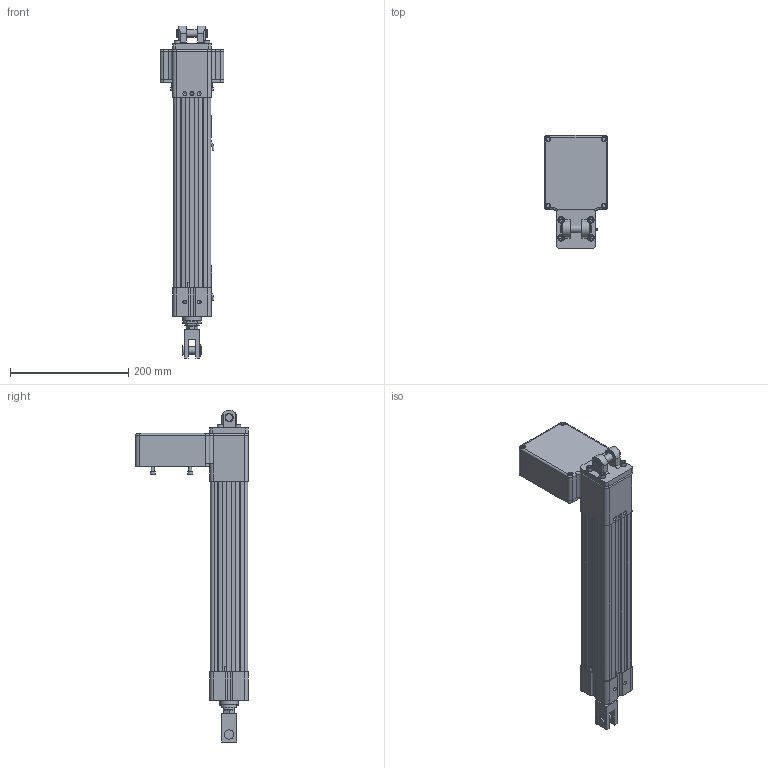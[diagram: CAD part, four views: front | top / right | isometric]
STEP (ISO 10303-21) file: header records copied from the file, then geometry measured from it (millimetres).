
FILE_DESCRIPTION (( 'STEP AP203' ), '1' );
FILE_NAME ('RSA32_BZ10_SK10.000_RS-492913-1.step', '2025-07-16T15:37:44', ( '' ), ( '' ), 'SwSTEP 2.0', 'SolidWorks 2024', '' );
FILE_SCHEMA (( 'CONFIG_CONTROL_DESIGN' ));
Length unit declared in the file: inch
Products named in the file (8): 11329025_RSA32_BZ10_SK10.000_RS-492913-1; tempJoin7_83169035_RSA32_BZ10_SK10.000_RS-492913-1; temp0_05151080_RSA32_BZ10_SK10.000_RS-492913-1_YMH-RP; tempJoin0_11329809_RSA32_BZ10_SK10.000_RS-492913-1; 11249029_RSA32_BZ10_SK10.000_RS-492913-1; 11249810_RSA32_BZ10_SK10.000_RS-492913-1; Base_RSA32_BZ10_SK10.000_RS-492913-1; RSA32_BZ10_SK10.000_RS-492913-1
Assembly tree (8 placements, depth 2):
  RSA32_BZ10_SK10.000_RS-492913-1
    tempJoin0_11329809_RSA32_BZ10_SK10.000_RS-492913-1
    11249029_RSA32_BZ10_SK10.000_RS-492913-1
    11249810_RSA32_BZ10_SK10.000_RS-492913-1  x2
    11329025_RSA32_BZ10_SK10.000_RS-492913-1
    temp0_05151080_RSA32_BZ10_SK10.000_RS-492913-1_YMH-RP
    tempJoin7_83169035_RSA32_BZ10_SK10.000_RS-492913-1
    Base_RSA32_BZ10_SK10.000_RS-492913-1
Bounding box: 107.95 x 190.88 x 561.06 mm (x, y, z)
Volume: 1778749.6 mm3; surface area: 417281.8 mm2
Topology: 19 solids, 37 shells, 1293 faces, 3169 edges, 2070 vertices
Faces by surface type: plane 778, cylinder 283, bspline 126, cone 86, torus 20
Full cylindrical faces by diameter (mm): 1 x4, 2.25 x4, 2.5 x8, 4.2 x8, 4.978 x4, 5 x8, 5.105 x4, 5.41 x1, 5.61 x4, 6 x6, 6.147 x2, 6.35 x9, 6.528 x4, 6.756 x1, 7.137 x4, 7.14 x2, 8.5 x8, 9.144 x4, 9.525 x5, 9.921 x4, 10 x6, 10.16 x1, 11.1 x2, 11.112 x1, 11.113 x1, 11.176 x4, 11.938 x4, 12.675 x5, 12.7 x4, 13.716 x2
Entity records: 33610 total; most frequent: CARTESIAN_POINT 8233, DIRECTION 4950, ORIENTED_EDGE 4742, EDGE_CURVE 2371, AXIS2_PLACEMENT_3D 1745, VERTEX_POINT 1644, EDGE_LOOP 1475, VECTOR 1460
